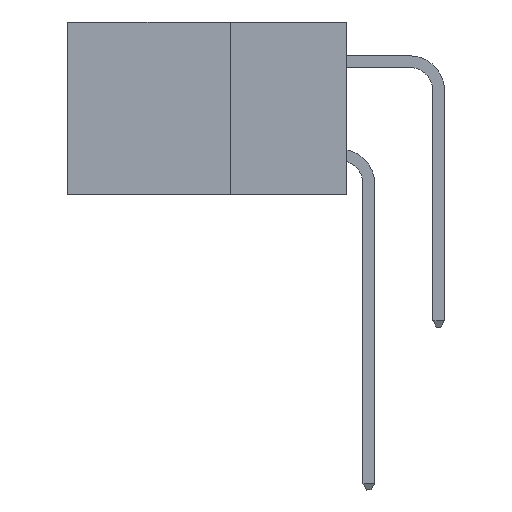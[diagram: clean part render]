
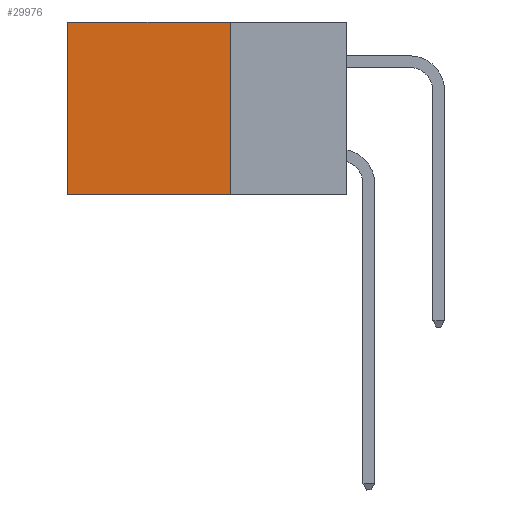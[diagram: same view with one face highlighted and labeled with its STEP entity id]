
A CAD part, left-side view. The second image highlights one B-rep face of the part: STEP entity #29976.
In plain terms, the highlighted planar face has unit normal (-1, 0, 0).
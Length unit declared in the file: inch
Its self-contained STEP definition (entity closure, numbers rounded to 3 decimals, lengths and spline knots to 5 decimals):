
#1088 = EDGE_CURVE ( 'NONE', #2690, #35330, #20724, .T. ) ;
#1477 = CARTESIAN_POINT ( 'NONE',  ( 0.2875, 0.6, -0.37 ) ) ;
#2690 = VERTEX_POINT ( 'NONE', #11830 ) ;
#2888 = ORIENTED_EDGE ( 'NONE', *, *, #1088, .F. ) ;
#4915 = VECTOR ( 'NONE', #28930, 39.37008 ) ;
#5903 = EDGE_CURVE ( 'NONE', #2690, #26835, #6870, .T. ) ;
#6167 = DIRECTION ( 'NONE',  ( 0., 0., -1. ) ) ;
#6431 = EDGE_LOOP ( 'NONE', ( #12255, #9930, #2888, #25473 ) ) ;
#6870 = LINE ( 'NONE', #25023, #30094 ) ;
#9930 = ORIENTED_EDGE ( 'NONE', *, *, #32417, .F. ) ;
#10216 = DIRECTION ( 'NONE',  ( 0., 1., 0. ) ) ;
#11830 = CARTESIAN_POINT ( 'NONE',  ( 0.2875, 0.25, 0. ) ) ;
#12255 = ORIENTED_EDGE ( 'NONE', *, *, #36877, .T. ) ;
#14318 = LINE ( 'NONE', #17304, #18941 ) ;
#17304 = CARTESIAN_POINT ( 'NONE',  ( 0.2875, 0.6, 0. ) ) ;
#18941 = VECTOR ( 'NONE', #6167, 39.37008 ) ;
#18968 = FACE_OUTER_BOUND ( 'NONE', #6431, .T. ) ;
#19728 = LINE ( 'NONE', #31306, #36293 ) ;
#20724 = LINE ( 'NONE', #33900, #4915 ) ;
#21062 = AXIS2_PLACEMENT_3D ( 'NONE', #36938, #28189, #37208 ) ;
#25023 = CARTESIAN_POINT ( 'NONE',  ( 0.2875, 0.25, 0. ) ) ;
#25473 = ORIENTED_EDGE ( 'NONE', *, *, #5903, .T. ) ;
#26835 = VERTEX_POINT ( 'NONE', #36705 ) ;
#28189 = DIRECTION ( 'NONE',  ( 1., 0., 0. ) ) ;
#28320 = PLANE ( 'NONE',  #21062 ) ;
#28930 = DIRECTION ( 'NONE',  ( 0., 0., -1. ) ) ;
#29976 = ADVANCED_FACE ( 'NONE', ( #18968 ), #28320, .F. ) ;
#30094 = VECTOR ( 'NONE', #36860, 39.37008 ) ;
#31306 = CARTESIAN_POINT ( 'NONE',  ( 0.2875, 0.25, -0.37 ) ) ;
#32417 = EDGE_CURVE ( 'NONE', #35330, #37196, #19728, .T. ) ;
#33900 = CARTESIAN_POINT ( 'NONE',  ( 0.2875, 0.25, 0. ) ) ;
#35330 = VERTEX_POINT ( 'NONE', #36209 ) ;
#36209 = CARTESIAN_POINT ( 'NONE',  ( 0.2875, 0.25, -0.37 ) ) ;
#36293 = VECTOR ( 'NONE', #10216, 39.37008 ) ;
#36705 = CARTESIAN_POINT ( 'NONE',  ( 0.2875, 0.6, 0. ) ) ;
#36860 = DIRECTION ( 'NONE',  ( 0., 1., 0. ) ) ;
#36877 = EDGE_CURVE ( 'NONE', #26835, #37196, #14318, .T. ) ;
#36938 = CARTESIAN_POINT ( 'NONE',  ( 0.2875, 0.25, 0. ) ) ;
#37196 = VERTEX_POINT ( 'NONE', #1477 ) ;
#37208 = DIRECTION ( 'NONE',  ( 0., 0., -1. ) ) ;
